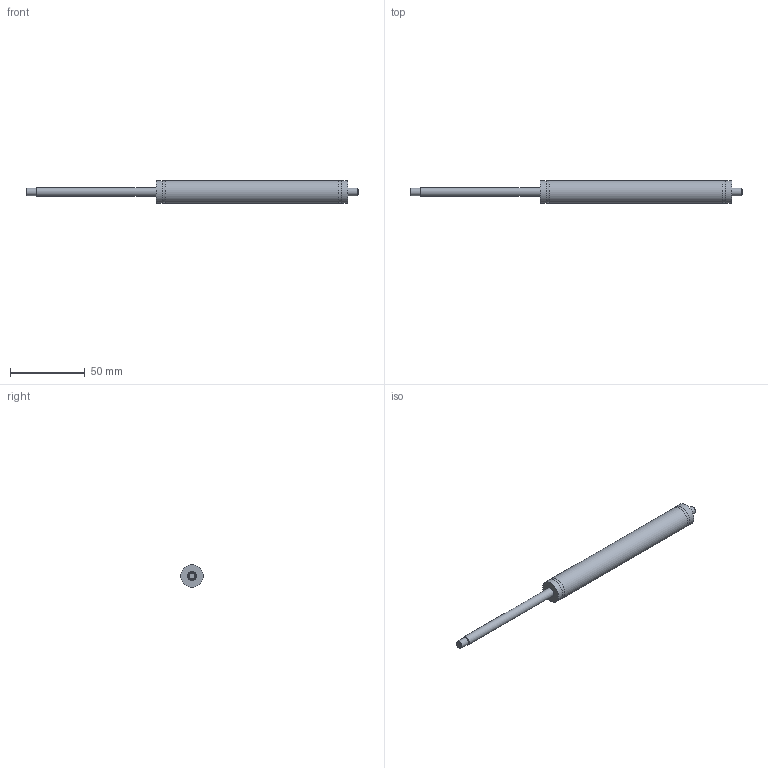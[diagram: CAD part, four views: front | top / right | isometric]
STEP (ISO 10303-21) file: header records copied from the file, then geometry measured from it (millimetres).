
FILE_DESCRIPTION(/* description */ ('Kolbenstange'),/* implementation_level */ '2;1');
FILE_NAME(/* name */ 'Gasfeder 6-15 Hub 80 Edelstahl.stp',/* time_stamp */ '2016-01-07T10:52:52+01:00',/* author */ ('DLamberti'),/* organization */ (''),/* preprocessor_version */ 'ST-DEVELOPER v16.1',/* originating_system */ 'Autodesk Inventor 2016',/* authorisation */ '');
FILE_SCHEMA (('AUTOMOTIVE_DESIGN { 1 0 10303 214 3 1 1 }'));
Length unit declared in the file: millimetre
Products named in the file (4): Bauteil1-01; ROH_-S-00079-EM [Category [Summary]=V2A][Part Number [Project]=Zylind
er V2A D15]; Gew-03; G__-S-00001-BM
Assembly tree (4 placements, depth 2):
  G__-S-00001-BM
    Bauteil1-01
    ROH_-S-00079-EM [Category [Summary]=V2A][Part Number [Project]=Zylind
er V2A D15]
    Gew-03  x2
Bounding box: 222 x 15 x 15 mm (x, y, z)
Volume: 25136.1 mm3; surface area: 8238.3 mm2
Topology: 4 solids, 4 shells, 18 faces, 24 edges, 14 vertices
Faces by surface type: plane 8, cylinder 6, torus 2, cone 2
Full cylindrical faces by diameter (mm): 5 x2, 6 x1, 15 x3
Entity records: 390 total; most frequent: DIRECTION 66, CARTESIAN_POINT 44, AXIS2_PLACEMENT_3D 33, EDGE_LOOP 22, ORIENTED_EDGE 22, STYLED_ITEM 17, FACE_OUTER_BOUND 14, ADVANCED_FACE 14
